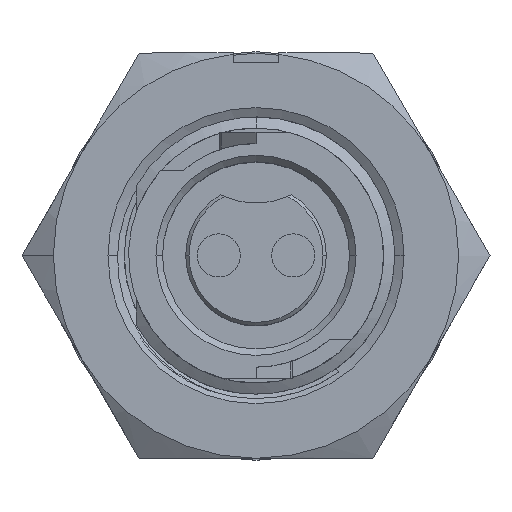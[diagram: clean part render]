
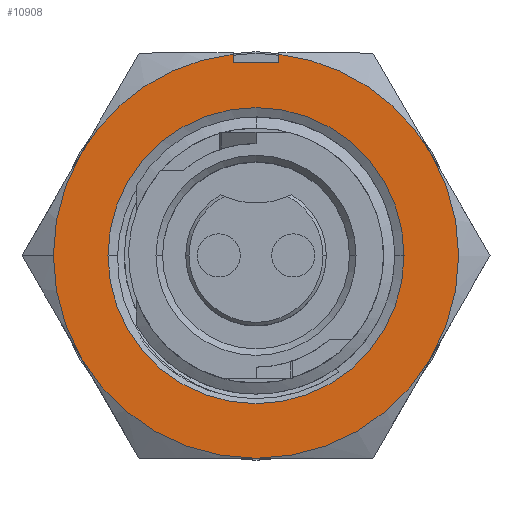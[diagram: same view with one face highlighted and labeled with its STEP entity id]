
A CAD part, top view. The second image highlights one B-rep face of the part: STEP entity #10908.
In plain terms, the highlighted planar face has unit normal (0, 0, 1).
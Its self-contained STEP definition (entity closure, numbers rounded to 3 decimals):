
#36 = ORIENTED_EDGE ( 'NONE', *, *, #1502, .F. ) ;
#157 = AXIS2_PLACEMENT_3D ( 'NONE', #1632, #11447, #5464 ) ;
#168 = VERTEX_POINT ( 'NONE', #12327 ) ;
#198 = ORIENTED_EDGE ( 'NONE', *, *, #7405, .F. ) ;
#272 = VERTEX_POINT ( 'NONE', #10144 ) ;
#498 = EDGE_CURVE ( 'NONE', #11182, #4341, #1437, .T. ) ;
#582 = CIRCLE ( 'NONE', #7852, 5.753 ) ;
#802 = VERTEX_POINT ( 'NONE', #8854 ) ;
#825 = ORIENTED_EDGE ( 'NONE', *, *, #498, .F. ) ;
#901 = ORIENTED_EDGE ( 'NONE', *, *, #6366, .F. ) ;
#949 = EDGE_LOOP ( 'NONE', ( #4675, #12570 ) ) ;
#1128 = EDGE_CURVE ( 'NONE', #6717, #5822, #10762, .T. ) ;
#1197 = CARTESIAN_POINT ( 'NONE',  ( 0., -7.874, 9.186 ) ) ;
#1437 = LINE ( 'NONE', #5271, #7392 ) ;
#1502 = EDGE_CURVE ( 'NONE', #3249, #3383, #4320, .T. ) ;
#1527 = DIRECTION ( 'NONE',  ( -1., 0., 0. ) ) ;
#1632 = CARTESIAN_POINT ( 'NONE',  ( 0., 0., 9.186 ) ) ;
#1735 = DIRECTION ( 'NONE',  ( 0., 0., -1. ) ) ;
#1903 = DIRECTION ( 'NONE',  ( 0., 0., -1. ) ) ;
#1937 = EDGE_CURVE ( 'NONE', #3383, #6560, #8094, .T. ) ;
#2037 = AXIS2_PLACEMENT_3D ( 'NONE', #8863, #12637, #7878 ) ;
#2264 = CARTESIAN_POINT ( 'NONE',  ( 0.889, 8.938, 9.186 ) ) ;
#2345 = CIRCLE ( 'NONE', #8988, 7.874 ) ;
#2380 = DIRECTION ( 'NONE',  ( 0., 0., -1. ) ) ;
#2447 = VECTOR ( 'NONE', #7015, 1000. ) ;
#3082 = ORIENTED_EDGE ( 'NONE', *, *, #1128, .F. ) ;
#3121 = LINE ( 'NONE', #2264, #2447 ) ;
#3249 = VERTEX_POINT ( 'NONE', #7910 ) ;
#3274 = CIRCLE ( 'NONE', #157, 7.874 ) ;
#3383 = VERTEX_POINT ( 'NONE', #1197 ) ;
#3635 = EDGE_LOOP ( 'NONE', ( #12318, #901, #825, #4920, #198, #3082, #12662, #7422, #36, #9914 ) ) ;
#3656 = CARTESIAN_POINT ( 'NONE',  ( 0., 0., 9.186 ) ) ;
#3705 = CARTESIAN_POINT ( 'NONE',  ( 0., 0., 9.186 ) ) ;
#3754 = CARTESIAN_POINT ( 'NONE',  ( 0., 0., 9.186 ) ) ;
#3790 = DIRECTION ( 'NONE',  ( -1., 0., 0. ) ) ;
#3949 = AXIS2_PLACEMENT_3D ( 'NONE', #3754, #4846, #6874 ) ;
#4056 = VECTOR ( 'NONE', #7751, 1000. ) ;
#4067 = DIRECTION ( 'NONE',  ( 0., 0., -1. ) ) ;
#4320 = CIRCLE ( 'NONE', #6186, 7.874 ) ;
#4341 = VERTEX_POINT ( 'NONE', #4837 ) ;
#4425 = DIRECTION ( 'NONE',  ( 1., 0., 0. ) ) ;
#4675 = ORIENTED_EDGE ( 'NONE', *, *, #11227, .T. ) ;
#4777 = CARTESIAN_POINT ( 'NONE',  ( 0., 0., 9.186 ) ) ;
#4837 = CARTESIAN_POINT ( 'NONE',  ( 0.889, 7.493, 9.186 ) ) ;
#4846 = DIRECTION ( 'NONE',  ( 0., 0., -1. ) ) ;
#4850 = DIRECTION ( 'NONE',  ( -1., 0., 0. ) ) ;
#4882 = AXIS2_PLACEMENT_3D ( 'NONE', #12707, #1903, #5799 ) ;
#4920 = ORIENTED_EDGE ( 'NONE', *, *, #5418, .F. ) ;
#5037 = CARTESIAN_POINT ( 'NONE',  ( 0., 0., 9.186 ) ) ;
#5271 = CARTESIAN_POINT ( 'NONE',  ( -0.889, 7.493, 9.186 ) ) ;
#5398 = EDGE_CURVE ( 'NONE', #10242, #272, #10482, .T. ) ;
#5418 = EDGE_CURVE ( 'NONE', #168, #11182, #12834, .T. ) ;
#5464 = DIRECTION ( 'NONE',  ( -1., 0., 0. ) ) ;
#5635 = CARTESIAN_POINT ( 'NONE',  ( -6.819, -3.937, 9.186 ) ) ;
#5799 = DIRECTION ( 'NONE',  ( -1., 0., 0. ) ) ;
#5822 = VERTEX_POINT ( 'NONE', #6108 ) ;
#5834 = CARTESIAN_POINT ( 'NONE',  ( -7.874, 0., 9.186 ) ) ;
#5925 = CARTESIAN_POINT ( 'NONE',  ( -0.889, 8.938, 9.186 ) ) ;
#6108 = CARTESIAN_POINT ( 'NONE',  ( -6.819, 3.937, 9.186 ) ) ;
#6186 = AXIS2_PLACEMENT_3D ( 'NONE', #3656, #11715, #3790 ) ;
#6366 = EDGE_CURVE ( 'NONE', #4341, #11523, #3121, .T. ) ;
#6560 = VERTEX_POINT ( 'NONE', #5635 ) ;
#6684 = DIRECTION ( 'NONE',  ( 0., 0., -1. ) ) ;
#6717 = VERTEX_POINT ( 'NONE', #5834 ) ;
#6874 = DIRECTION ( 'NONE',  ( -1., 0., 0. ) ) ;
#7015 = DIRECTION ( 'NONE',  ( 0., 1., 0. ) ) ;
#7119 = DIRECTION ( 'NONE',  ( -1., 0., 0. ) ) ;
#7392 = VECTOR ( 'NONE', #4425, 1000. ) ;
#7405 = EDGE_CURVE ( 'NONE', #5822, #168, #2345, .T. ) ;
#7422 = ORIENTED_EDGE ( 'NONE', *, *, #1937, .F. ) ;
#7646 = CIRCLE ( 'NONE', #2037, 7.874 ) ;
#7718 = EDGE_CURVE ( 'NONE', #802, #3249, #10029, .T. ) ;
#7751 = DIRECTION ( 'NONE',  ( 0., -1., 0. ) ) ;
#7779 = FACE_BOUND ( 'NONE', #949, .T. ) ;
#7852 = AXIS2_PLACEMENT_3D ( 'NONE', #5037, #4067, #7119 ) ;
#7878 = DIRECTION ( 'NONE',  ( -1., 0., 0. ) ) ;
#7910 = CARTESIAN_POINT ( 'NONE',  ( 6.819, -3.937, 9.186 ) ) ;
#8094 = CIRCLE ( 'NONE', #3949, 7.874 ) ;
#8854 = CARTESIAN_POINT ( 'NONE',  ( 6.819, 3.937, 9.186 ) ) ;
#8863 = CARTESIAN_POINT ( 'NONE',  ( 0., 0., 9.186 ) ) ;
#8988 = AXIS2_PLACEMENT_3D ( 'NONE', #9268, #2380, #1527 ) ;
#9185 = AXIS2_PLACEMENT_3D ( 'NONE', #4777, #12725, #11739 ) ;
#9268 = CARTESIAN_POINT ( 'NONE',  ( 0., 0., 9.186 ) ) ;
#9329 = EDGE_CURVE ( 'NONE', #6560, #6717, #3274, .T. ) ;
#9914 = ORIENTED_EDGE ( 'NONE', *, *, #7718, .F. ) ;
#10029 = CIRCLE ( 'NONE', #9185, 7.874 ) ;
#10122 = AXIS2_PLACEMENT_3D ( 'NONE', #3705, #6684, #12487 ) ;
#10144 = CARTESIAN_POINT ( 'NONE',  ( 5.753, 0., 9.186 ) ) ;
#10242 = VERTEX_POINT ( 'NONE', #11067 ) ;
#10482 = CIRCLE ( 'NONE', #4882, 5.753 ) ;
#10558 = CARTESIAN_POINT ( 'NONE',  ( 0.889, 7.824, 9.186 ) ) ;
#10643 = PLANE ( 'NONE',  #12850 ) ;
#10682 = EDGE_CURVE ( 'NONE', #11523, #802, #7646, .T. ) ;
#10707 = CARTESIAN_POINT ( 'NONE',  ( 0., -15.748, 9.186 ) ) ;
#10762 = CIRCLE ( 'NONE', #10122, 7.874 ) ;
#10908 = ADVANCED_FACE ( 'NONE', ( #7779, #11751 ), #10643, .F. ) ;
#11067 = CARTESIAN_POINT ( 'NONE',  ( -5.753, 0., 9.186 ) ) ;
#11182 = VERTEX_POINT ( 'NONE', #12006 ) ;
#11227 = EDGE_CURVE ( 'NONE', #272, #10242, #582, .T. ) ;
#11447 = DIRECTION ( 'NONE',  ( 0., 0., -1. ) ) ;
#11523 = VERTEX_POINT ( 'NONE', #10558 ) ;
#11715 = DIRECTION ( 'NONE',  ( 0., 0., -1. ) ) ;
#11739 = DIRECTION ( 'NONE',  ( -1., 0., 0. ) ) ;
#11751 = FACE_OUTER_BOUND ( 'NONE', #3635, .T. ) ;
#12006 = CARTESIAN_POINT ( 'NONE',  ( -0.889, 7.493, 9.186 ) ) ;
#12318 = ORIENTED_EDGE ( 'NONE', *, *, #10682, .F. ) ;
#12327 = CARTESIAN_POINT ( 'NONE',  ( -0.889, 7.824, 9.186 ) ) ;
#12487 = DIRECTION ( 'NONE',  ( -1., 0., 0. ) ) ;
#12570 = ORIENTED_EDGE ( 'NONE', *, *, #5398, .T. ) ;
#12637 = DIRECTION ( 'NONE',  ( 0., 0., -1. ) ) ;
#12662 = ORIENTED_EDGE ( 'NONE', *, *, #9329, .F. ) ;
#12707 = CARTESIAN_POINT ( 'NONE',  ( 0., 0., 9.186 ) ) ;
#12725 = DIRECTION ( 'NONE',  ( 0., 0., -1. ) ) ;
#12834 = LINE ( 'NONE', #5925, #4056 ) ;
#12850 = AXIS2_PLACEMENT_3D ( 'NONE', #10707, #1735, #4850 ) ;
